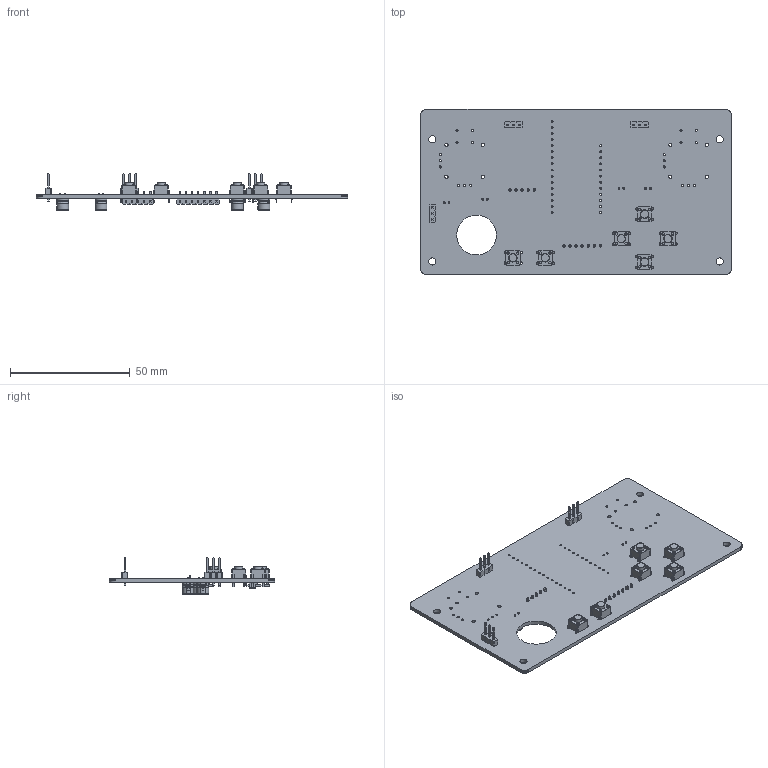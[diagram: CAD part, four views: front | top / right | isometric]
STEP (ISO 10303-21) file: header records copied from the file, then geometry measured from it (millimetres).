
FILE_DESCRIPTION(('KiCad electronic assembly'),'2;1');
FILE_NAME('controller board v2.step','2024-01-13T21:01:54',('Pcbnew'),( 'Kicad'),'Open CASCADE STEP processor 7.7','KiCad to STEP converter' ,'Unknown');
FILE_SCHEMA(('AUTOMOTIVE_DESIGN { 1 0 10303 214 1 1 1 1 }'));
Length unit declared in the file: millimetre
Products named in the file (12): controller board v2 1; SW_PUSH_6mm_H5mm; SW_PUSH_6mm_h5mm; PinHeader_1x03_P2.54mm_Vertical; PinHeader_1x03_P254mm_Vertical; CP_Radial_D5.0mm_P2.00mm; CP_Radial_D50mm_P200mm; PinHeader_1x05_P2.54mm_Horizontal; PinHeader_1x05_P254mm_Horizontal; PinHeader_1x07_P2.54mm_Horizontal; PinHeader_1x07_P254mm_Horizontal; controller board v2 PCB
Assembly tree (21 placements, depth 3):
  controller board v2 1
    SW_PUSH_6mm_H5mm  x6
      SW_PUSH_6mm_h5mm
    PinHeader_1x03_P2.54mm_Vertical  x3
      PinHeader_1x03_P254mm_Vertical
    CP_Radial_D5.0mm_P2.00mm  x4
      CP_Radial_D50mm_P200mm
    PinHeader_1x05_P2.54mm_Horizontal
      PinHeader_1x05_P254mm_Horizontal
    PinHeader_1x07_P2.54mm_Horizontal
      PinHeader_1x07_P254mm_Horizontal
    controller board v2 PCB
Bounding box: 130 x 69 x 15.24 mm (x, y, z)
Volume: 15509.6 mm3; surface area: 21597.4 mm2
Topology: 16 solids, 20 shells, 1556 faces, 3986 edges, 2550 vertices
Faces by surface type: plane 1074, cylinder 424, bspline 24, revolution 20, torus 14
Full cylindrical faces by diameter (mm): 0.5 x8, 0.8 x36, 0.889 x12, 0.9 x8, 1 x45, 1.1 x24, 1.397 x8, 3 x4, 3.5 x6, 16.6 x1
Entity records: 53197 total; most frequent: CARTESIAN_POINT 10472, DIRECTION 7219, LINE 4881, VECTOR 4881, ORIENTED_EDGE 3786, PCURVE 3786, DEFINITIONAL_REPRESENTATION 3786, EDGE_CURVE 1893
